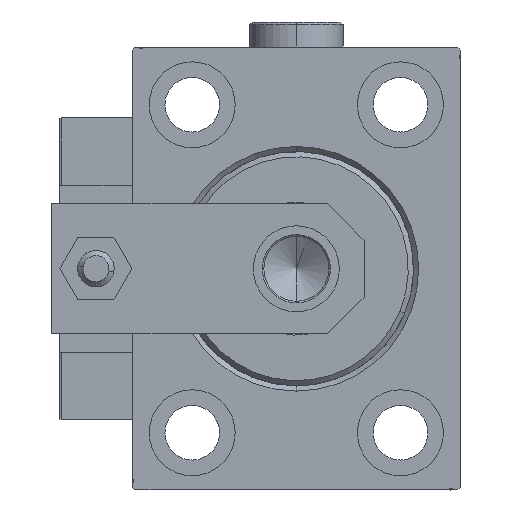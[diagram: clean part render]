
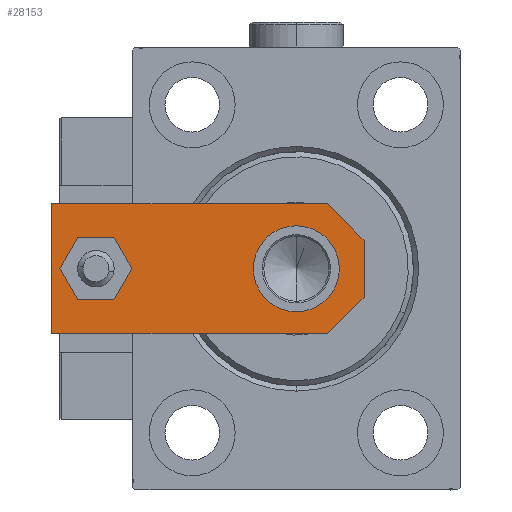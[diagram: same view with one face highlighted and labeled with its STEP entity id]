
A CAD part, left-side view. The second image highlights one B-rep face of the part: STEP entity #28153.
In plain terms, the highlighted face is planar.
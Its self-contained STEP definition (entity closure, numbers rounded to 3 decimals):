
#212 = VERTEX_POINT ( 'NONE', #24648 ) ;
#418 = VERTEX_POINT ( 'NONE', #36348 ) ;
#916 = EDGE_CURVE ( 'NONE', #40322, #44664, #46441, .T. ) ;
#2493 = ORIENTED_EDGE ( 'NONE', *, *, #10003, .T. ) ;
#2575 = LINE ( 'NONE', #49513, #48804 ) ;
#3496 = DIRECTION ( 'NONE',  ( 0., 0., 1. ) ) ;
#3527 = AXIS2_PLACEMENT_3D ( 'NONE', #20976, #5341, #25381 ) ;
#3746 = DIRECTION ( 'NONE',  ( 1., 0., 0. ) ) ;
#4075 = CARTESIAN_POINT ( 'NONE',  ( 0., 51.5, 6. ) ) ;
#5341 = DIRECTION ( 'NONE',  ( 0., 0., 1. ) ) ;
#5788 = CIRCLE ( 'NONE', #24103, 8.25 ) ;
#6731 = DIRECTION ( 'NONE',  ( 1., 0., 0. ) ) ;
#7431 = DIRECTION ( 'NONE',  ( 1., 0., 0. ) ) ;
#8753 = DIRECTION ( 'NONE',  ( 0., 0., 1. ) ) ;
#9600 = DIRECTION ( 'NONE',  ( -1., 0., 0. ) ) ;
#10003 = EDGE_CURVE ( 'NONE', #44664, #19500, #2575, .T. ) ;
#10230 = AXIS2_PLACEMENT_3D ( 'NONE', #35327, #38736, #7431 ) ;
#10566 = PLANE ( 'NONE',  #10230 ) ;
#11253 = VERTEX_POINT ( 'NONE', #32061 ) ;
#11624 = CIRCLE ( 'NONE', #24115, 4. ) ;
#12153 = AXIS2_PLACEMENT_3D ( 'NONE', #39468, #3496, #3746 ) ;
#12548 = CARTESIAN_POINT ( 'NONE',  ( -12.5, 60., 6. ) ) ;
#13329 = EDGE_CURVE ( 'NONE', #11253, #38331, #44418, .T. ) ;
#15753 = FACE_BOUND ( 'NONE', #44690, .T. ) ;
#16411 = VERTEX_POINT ( 'NONE', #46555 ) ;
#17015 = CARTESIAN_POINT ( 'NONE',  ( 12.5, 0., 6. ) ) ;
#17153 = LINE ( 'NONE', #36994, #39747 ) ;
#18067 = VERTEX_POINT ( 'NONE', #34964 ) ;
#18096 = LINE ( 'NONE', #49914, #27351 ) ;
#18499 = CIRCLE ( 'NONE', #3527, 4. ) ;
#18503 = EDGE_CURVE ( 'NONE', #19500, #11253, #18096, .T. ) ;
#19500 = VERTEX_POINT ( 'NONE', #37495 ) ;
#19941 = CARTESIAN_POINT ( 'NONE',  ( -5.5, 0., 6. ) ) ;
#20099 = DIRECTION ( 'NONE',  ( 0., -1., 0. ) ) ;
#20222 = ORIENTED_EDGE ( 'NONE', *, *, #916, .T. ) ;
#20861 = EDGE_CURVE ( 'NONE', #418, #16411, #5788, .T. ) ;
#20976 = CARTESIAN_POINT ( 'NONE',  ( 0., 51.5, 6. ) ) ;
#21064 = ORIENTED_EDGE ( 'NONE', *, *, #33342, .T. ) ;
#22699 = DIRECTION ( 'NONE',  ( 0.707, -0.707, 0. ) ) ;
#24103 = AXIS2_PLACEMENT_3D ( 'NONE', #41552, #32926, #49094 ) ;
#24115 = AXIS2_PLACEMENT_3D ( 'NONE', #4075, #8753, #48377 ) ;
#24207 = ORIENTED_EDGE ( 'NONE', *, *, #20861, .F. ) ;
#24628 = ORIENTED_EDGE ( 'NONE', *, *, #18503, .T. ) ;
#24648 = CARTESIAN_POINT ( 'NONE',  ( -4., 51.5, 6. ) ) ;
#25381 = DIRECTION ( 'NONE',  ( 1., 0., 0. ) ) ;
#27113 = ORIENTED_EDGE ( 'NONE', *, *, #50699, .T. ) ;
#27351 = VECTOR ( 'NONE', #30096, 1000. ) ;
#27985 = VECTOR ( 'NONE', #48828, 1000. ) ;
#28153 = ADVANCED_FACE ( 'NONE', ( #51210, #35583, #15753 ), #10566, .T. ) ;
#28973 = ORIENTED_EDGE ( 'NONE', *, *, #30932, .F. ) ;
#30096 = DIRECTION ( 'NONE',  ( 0.707, 0.707, 0. ) ) ;
#30932 = EDGE_CURVE ( 'NONE', #16411, #418, #50445, .T. ) ;
#32061 = CARTESIAN_POINT ( 'NONE',  ( 12.5, 7., 6. ) ) ;
#32377 = VECTOR ( 'NONE', #22699, 1000. ) ;
#32625 = EDGE_LOOP ( 'NONE', ( #27113, #20222, #2493, #24628, #40826, #21064 ) ) ;
#32926 = DIRECTION ( 'NONE',  ( 0., 0., 1. ) ) ;
#33342 = EDGE_CURVE ( 'NONE', #38331, #39956, #17153, .T. ) ;
#34964 = CARTESIAN_POINT ( 'NONE',  ( 4., 51.5, 6. ) ) ;
#35327 = CARTESIAN_POINT ( 'NONE',  ( 0., 0., 6. ) ) ;
#35583 = FACE_OUTER_BOUND ( 'NONE', #32625, .T. ) ;
#36348 = CARTESIAN_POINT ( 'NONE',  ( 8.25, 13., 6. ) ) ;
#36882 = CARTESIAN_POINT ( 'NONE',  ( -12.5, 60., 6. ) ) ;
#36907 = VECTOR ( 'NONE', #20099, 1000. ) ;
#36994 = CARTESIAN_POINT ( 'NONE',  ( 12.5, 60., 6. ) ) ;
#37495 = CARTESIAN_POINT ( 'NONE',  ( 5.5, 0., 6. ) ) ;
#37814 = ORIENTED_EDGE ( 'NONE', *, *, #48944, .F. ) ;
#38331 = VERTEX_POINT ( 'NONE', #46680 ) ;
#38736 = DIRECTION ( 'NONE',  ( 0., 0., 1. ) ) ;
#39468 = CARTESIAN_POINT ( 'NONE',  ( 0., 13., 6. ) ) ;
#39747 = VECTOR ( 'NONE', #9600, 1000. ) ;
#39956 = VERTEX_POINT ( 'NONE', #36882 ) ;
#40322 = VERTEX_POINT ( 'NONE', #44267 ) ;
#40826 = ORIENTED_EDGE ( 'NONE', *, *, #13329, .T. ) ;
#41552 = CARTESIAN_POINT ( 'NONE',  ( 0., 13., 6. ) ) ;
#42536 = CARTESIAN_POINT ( 'NONE',  ( -2.75, -2.75, 6. ) ) ;
#42794 = EDGE_CURVE ( 'NONE', #18067, #212, #11624, .T. ) ;
#43447 = ORIENTED_EDGE ( 'NONE', *, *, #42794, .F. ) ;
#44267 = CARTESIAN_POINT ( 'NONE',  ( -12.5, 7., 6. ) ) ;
#44418 = LINE ( 'NONE', #17015, #27985 ) ;
#44664 = VERTEX_POINT ( 'NONE', #19941 ) ;
#44690 = EDGE_LOOP ( 'NONE', ( #28973, #24207 ) ) ;
#46441 = LINE ( 'NONE', #42536, #32377 ) ;
#46555 = CARTESIAN_POINT ( 'NONE',  ( -8.25, 13., 6. ) ) ;
#46680 = CARTESIAN_POINT ( 'NONE',  ( 12.5, 60., 6. ) ) ;
#46912 = EDGE_LOOP ( 'NONE', ( #37814, #43447 ) ) ;
#48268 = LINE ( 'NONE', #12548, #36907 ) ;
#48377 = DIRECTION ( 'NONE',  ( 1., 0., 0. ) ) ;
#48804 = VECTOR ( 'NONE', #6731, 1000. ) ;
#48828 = DIRECTION ( 'NONE',  ( 0., 1., 0. ) ) ;
#48944 = EDGE_CURVE ( 'NONE', #212, #18067, #18499, .T. ) ;
#49094 = DIRECTION ( 'NONE',  ( 1., 0., 0. ) ) ;
#49513 = CARTESIAN_POINT ( 'NONE',  ( -12.5, 0., 6. ) ) ;
#49914 = CARTESIAN_POINT ( 'NONE',  ( 2.75, -2.75, 6. ) ) ;
#50445 = CIRCLE ( 'NONE', #12153, 8.25 ) ;
#50699 = EDGE_CURVE ( 'NONE', #39956, #40322, #48268, .T. ) ;
#51210 = FACE_BOUND ( 'NONE', #46912, .T. ) ;
